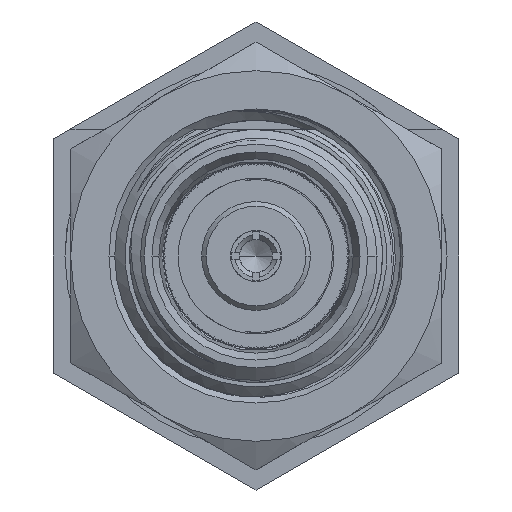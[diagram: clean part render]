
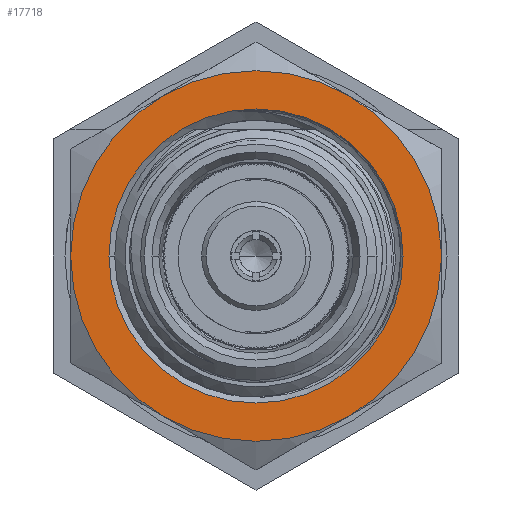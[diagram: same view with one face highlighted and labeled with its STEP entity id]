
A CAD part, left-side view. The second image highlights one B-rep face of the part: STEP entity #17718.
In plain terms, the highlighted planar face has unit normal (-1, 0, 0).
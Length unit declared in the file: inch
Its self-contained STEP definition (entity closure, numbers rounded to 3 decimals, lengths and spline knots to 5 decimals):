
#3339=CARTESIAN_POINT('',(0.44094,0.,0.));
#3340=DIRECTION('',(-1.,0.,0.));
#3341=DIRECTION('',(0.,-0.5,0.866));
#3342=AXIS2_PLACEMENT_3D('',#3339,#3340,#3341);
#3344=CARTESIAN_POINT('',(0.44094,0.,0.));
#3345=DIRECTION('',(-1.,0.,0.));
#3346=DIRECTION('',(0.,-0.999,0.032));
#3347=AXIS2_PLACEMENT_3D('',#3344,#3345,#3346);
#3349=DIRECTION('',(0.,0.,1.));
#3350=VECTOR('',#3349,0.02028);
#3351=CARTESIAN_POINT('',(0.44094,-0.3148,
-0.01014));
#3352=LINE('',#3351,#3350);
#3353=CARTESIAN_POINT('',(0.44094,0.,0.));
#3354=DIRECTION('',(-1.,0.,0.));
#3355=DIRECTION('',(0.,-0.5,-0.866));
#3356=AXIS2_PLACEMENT_3D('',#3353,#3354,#3355);
#3358=CARTESIAN_POINT('',(0.44094,0.,0.));
#3359=DIRECTION('',(-1.,0.,0.));
#3360=DIRECTION('',(0.,0.5,-0.866));
#3361=AXIS2_PLACEMENT_3D('',#3358,#3359,#3360);
#3363=CARTESIAN_POINT('',(0.44094,0.,0.));
#3364=DIRECTION('',(-1.,0.,0.));
#3365=DIRECTION('',(0.,-1.,0.));
#3366=AXIS2_PLACEMENT_3D('',#3363,#3364,#3365);
#3368=CARTESIAN_POINT('',(0.44094,0.,0.));
#3369=DIRECTION('',(-1.,0.,0.));
#3370=DIRECTION('',(0.,1.,0.));
#3371=AXIS2_PLACEMENT_3D('',#3368,#3369,#3370);
#3393=CARTESIAN_POINT('',(0.44094,0.15748,
0.27276));
#3405=CARTESIAN_POINT('',(0.44094,0.,0.));
#3406=DIRECTION('',(-1.,0.,0.));
#3407=DIRECTION('',(0.,0.5,0.866));
#3408=AXIS2_PLACEMENT_3D('',#3405,#3406,#3407);
#3590=CARTESIAN_POINT('',(0.44094,0.15748,
-0.27276));
#3616=CARTESIAN_POINT('',(0.44094,-0.3148,
-0.01014));
#3618=CARTESIAN_POINT('',(0.44094,-0.15748,
-0.27276));
#7460=CARTESIAN_POINT('',(0.44094,-0.3148,
0.01014));
#7488=CARTESIAN_POINT('',(0.44094,-0.15748,
0.27276));
#13889=VERTEX_POINT('',#3393);
#13892=VERTEX_POINT('',#7488);
#13894=VERTEX_POINT('',#7460);
#13896=VERTEX_POINT('',#3616);
#13897=VERTEX_POINT('',#3618);
#13899=VERTEX_POINT('',#3590);
#13913=CARTESIAN_POINT('',(0.44094,-0.25,0.));
#13914=CARTESIAN_POINT('',(0.44094,0.25,0.));
#13915=VERTEX_POINT('',#13913);
#13916=VERTEX_POINT('',#13914);
#17695=CARTESIAN_POINT('',(0.44094,0.,0.));
#17696=DIRECTION('',(1.,0.,0.));
#17697=DIRECTION('',(0.,1.,0.));
#17698=AXIS2_PLACEMENT_3D('',#17695,#17696,#17697);
#17699=PLANE('',#17698);
#17701=ORIENTED_EDGE('',*,*,#17700,.F.);
#17703=ORIENTED_EDGE('',*,*,#17702,.F.);
#17705=ORIENTED_EDGE('',*,*,#17704,.F.);
#17707=ORIENTED_EDGE('',*,*,#17706,.F.);
#17709=ORIENTED_EDGE('',*,*,#17708,.F.);
#17711=ORIENTED_EDGE('',*,*,#17710,.F.);
#17712=EDGE_LOOP('',(#17701,#17703,#17705,#17707,#17709,#17711));
#17713=FACE_OUTER_BOUND('',#17712,.F.);
#17714=ORIENTED_EDGE('',*,*,#15883,.T.);
#17715=ORIENTED_EDGE('',*,*,#16281,.T.);
#17716=EDGE_LOOP('',(#17714,#17715));
#17717=FACE_BOUND('',#17716,.F.);
#17718=ADVANCED_FACE('',(#17713,#17717),#17699,.F.);
#3343=CIRCLE('',#3342,0.31496);
#3348=CIRCLE('',#3347,0.31496);
#3357=CIRCLE('',#3356,0.31496);
#3362=CIRCLE('',#3361,0.31496);
#3367=CIRCLE('',#3366,0.25);
#3372=CIRCLE('',#3371,0.25);
#3409=CIRCLE('',#3408,0.31496);
#15883=EDGE_CURVE('',#13915,#13916,#3367,.T.);
#16281=EDGE_CURVE('',#13916,#13915,#3372,.T.);
#17700=EDGE_CURVE('',#13889,#13899,#3409,.T.);
#17702=EDGE_CURVE('',#13892,#13889,#3343,.T.);
#17704=EDGE_CURVE('',#13894,#13892,#3348,.T.);
#17706=EDGE_CURVE('',#13896,#13894,#3352,.T.);
#17708=EDGE_CURVE('',#13897,#13896,#3357,.T.);
#17710=EDGE_CURVE('',#13899,#13897,#3362,.T.);
